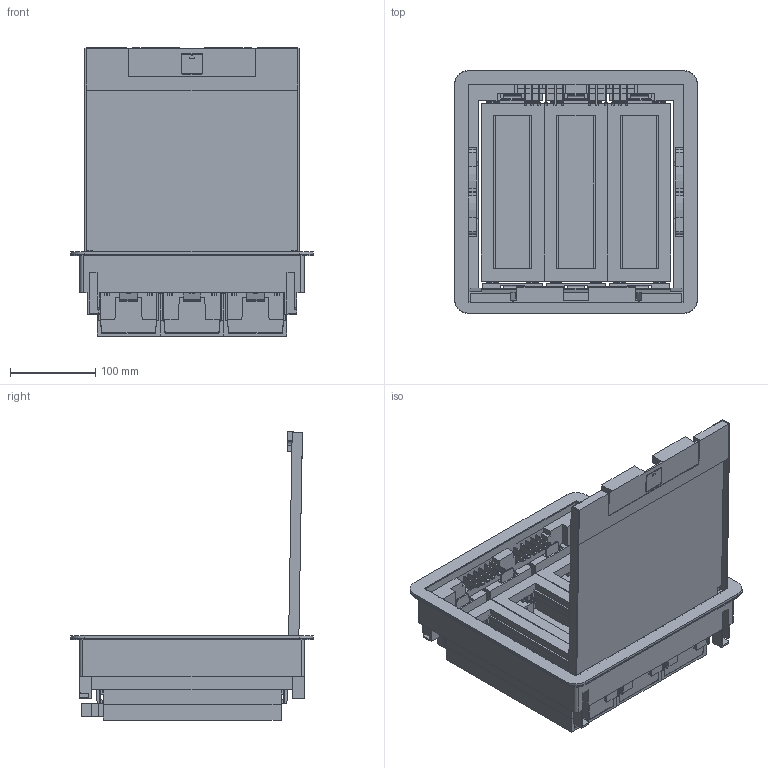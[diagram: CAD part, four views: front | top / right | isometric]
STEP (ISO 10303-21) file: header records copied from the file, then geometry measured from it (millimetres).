
FILE_DESCRIPTION(('CATIA V5 STEP Exchange','CAx-IF Rec.Pracs.--- Model Styling and Organization---1.5--- 2016-08-15','CAx-IF Rec.Pracs.---Supplemental Geometry---1.0---2011-11-01','CAx-IF Rec.Pracs.--- Composite Materials ---3.4---2017-06-13','CAx-IF Rec.Pracs.---Tessellated 3D Geometry---1.0---2015-12-17'),'2;1');
FILE_NAME('LG-080720-S_open.stp','2025-05-02T08:59:16+00:00',('none'),('none'),'CATIA Version 5-6 Release 2020','CATIA V5 STEP AP242 v1','none');
FILE_SCHEMA(('AP242_MANAGED_MODEL_BASED_3D_ENGINEERING_MIM_LF {1 0 10303 442 1 1 4}'));
Length unit declared in the file: millimetre
Products named in the file (8): A029389_A; AO11382_A-S; D012780_A-MOD-03-S; D012785_A-MOD.2; A027675_A-ASS PLANCHER TECHNIQUE; D012817_A-MOD; D012820_A-MO1; GF00140_A-MOD
Assembly tree (9 placements, depth 3):
  A029389_A
    AO11382_A-S
    D012780_A-MOD-03-S
    D012785_A-MOD.2
    A027675_A-ASS PLANCHER TECHNIQUE  x3
      D012817_A-MOD
      D012820_A-MO1
      GF00140_A-MOD
Bounding box: 285 x 285 x 338.29 mm (x, y, z)
Volume: 1182319 mm3; surface area: 898682.5 mm2
Topology: 15 solids, 15 shells, 1671 faces, 4778 edges, 3137 vertices
Faces by surface type: plane 1412, cylinder 235, extrusion 24
Entity records: 31003 total; most frequent: CARTESIAN_POINT 6008, ORIENTED_EDGE 5784, DIRECTION 4108, EDGE_CURVE 2892, VECTOR 2484, LINE 2460, VERTEX_POINT 1901, EDGE_LOOP 1069
